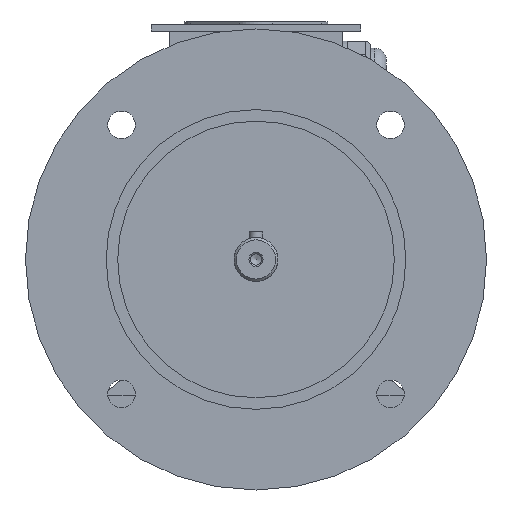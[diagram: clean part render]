
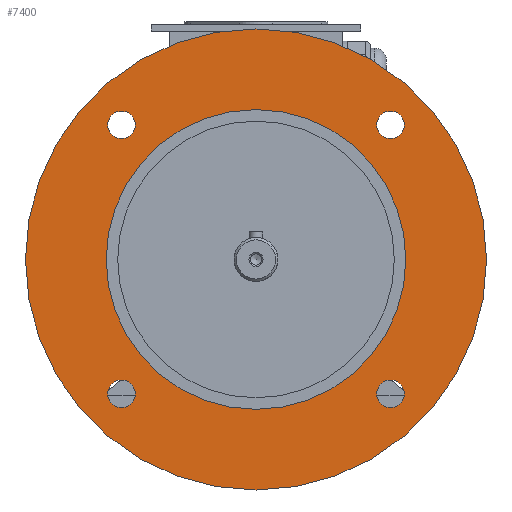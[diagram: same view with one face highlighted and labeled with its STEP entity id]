
A CAD part, front view. The second image highlights one B-rep face of the part: STEP entity #7400.
In plain terms, the highlighted planar face has unit normal (0, -1, 0).
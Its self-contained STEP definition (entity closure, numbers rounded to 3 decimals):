
#198=CIRCLE('',#7709,6.);
#200=CIRCLE('',#7712,6.);
#202=CIRCLE('',#7715,6.);
#206=CIRCLE('',#7721,65.);
#208=CIRCLE('',#7726,100.);
#210=CIRCLE('',#7729,6.);
#454=ORIENTED_EDGE('',*,*,#2037,.F.);
#455=ORIENTED_EDGE('',*,*,#2039,.F.);
#456=ORIENTED_EDGE('',*,*,#2041,.F.);
#457=ORIENTED_EDGE('',*,*,#2049,.F.);
#458=ORIENTED_EDGE('',*,*,#2045,.T.);
#459=ORIENTED_EDGE('',*,*,#2047,.F.);
#2037=EDGE_CURVE('',#2836,#2836,#198,.T.);
#2039=EDGE_CURVE('',#2838,#2838,#200,.T.);
#2041=EDGE_CURVE('',#2840,#2840,#202,.T.);
#2045=EDGE_CURVE('',#2844,#2844,#206,.T.);
#2047=EDGE_CURVE('',#2846,#2846,#208,.T.);
#2049=EDGE_CURVE('',#2848,#2848,#210,.T.);
#2836=VERTEX_POINT('',#9902);
#2838=VERTEX_POINT('',#9907);
#2840=VERTEX_POINT('',#9912);
#2844=VERTEX_POINT('',#9922);
#2846=VERTEX_POINT('',#9929);
#2848=VERTEX_POINT('',#9934);
#4377=EDGE_LOOP('',(#454));
#4378=EDGE_LOOP('',(#455));
#4379=EDGE_LOOP('',(#456));
#4380=EDGE_LOOP('',(#457));
#4381=EDGE_LOOP('',(#458));
#4382=EDGE_LOOP('',(#459));
#4734=FACE_BOUND('',#4377,.T.);
#4735=FACE_BOUND('',#4378,.T.);
#4736=FACE_BOUND('',#4379,.T.);
#4737=FACE_BOUND('',#4380,.T.);
#4738=FACE_BOUND('',#4381,.T.);
#4739=FACE_BOUND('',#4382,.T.);
#5077=PLANE('',#7728);
#7400=ADVANCED_FACE('',(#4734,#4735,#4736,#4737,#4738,#4739),#5077,.F.);
#7709=AXIS2_PLACEMENT_3D('',#9901,#8288,#8289);
#7712=AXIS2_PLACEMENT_3D('',#9906,#8294,#8295);
#7715=AXIS2_PLACEMENT_3D('',#9911,#8300,#8301);
#7721=AXIS2_PLACEMENT_3D('',#9921,#8312,#8313);
#7726=AXIS2_PLACEMENT_3D('',#9928,#8322,#8323);
#7728=AXIS2_PLACEMENT_3D('',#9932,#8326,#8327);
#7729=AXIS2_PLACEMENT_3D('',#9933,#8328,#8329);
#8288=DIRECTION('',(0.,-1.,0.));
#8289=DIRECTION('',(0.,0.,1.));
#8294=DIRECTION('',(0.,-1.,0.));
#8295=DIRECTION('',(-1.,0.,0.));
#8300=DIRECTION('',(0.,-1.,0.));
#8301=DIRECTION('',(0.,0.,-1.));
#8312=DIRECTION('',(0.,1.,0.));
#8313=DIRECTION('',(0.,0.,1.));
#8322=DIRECTION('',(0.,1.,0.));
#8323=DIRECTION('',(1.,0.,0.));
#8326=DIRECTION('',(0.,1.,0.));
#8327=DIRECTION('',(0.,0.,1.));
#8328=DIRECTION('',(0.,-1.,0.));
#8329=DIRECTION('',(1.,0.,0.));
#9901=CARTESIAN_POINT('',(-58.336,-21.,-58.336));
#9902=CARTESIAN_POINT('',(-58.336,-21.,-52.336));
#9906=CARTESIAN_POINT('',(58.336,-21.,-58.336));
#9907=CARTESIAN_POINT('',(52.336,-21.,-58.336));
#9911=CARTESIAN_POINT('',(58.336,-21.,58.336));
#9912=CARTESIAN_POINT('',(58.336,-21.,52.336));
#9921=CARTESIAN_POINT('',(0.,-21.,0.));
#9922=CARTESIAN_POINT('',(0.,-21.,65.));
#9928=CARTESIAN_POINT('',(0.,-21.,0.));
#9929=CARTESIAN_POINT('',(100.,-21.,0.));
#9932=CARTESIAN_POINT('',(0.,-21.,0.));
#9933=CARTESIAN_POINT('',(-58.336,-21.,58.336));
#9934=CARTESIAN_POINT('',(-52.336,-21.,58.336));
